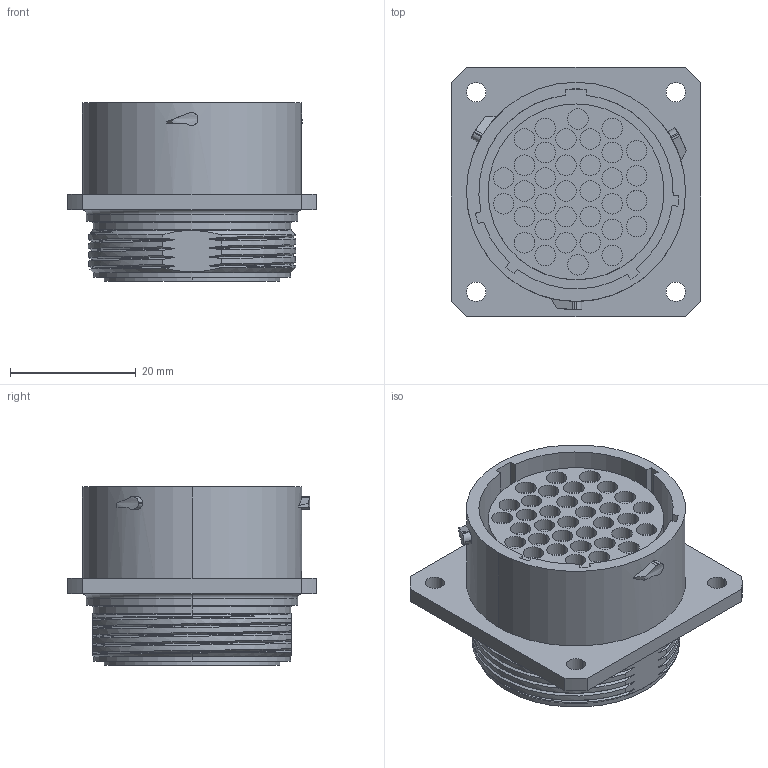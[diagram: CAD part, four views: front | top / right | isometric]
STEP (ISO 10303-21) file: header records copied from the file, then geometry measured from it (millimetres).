
FILE_DESCRIPTION((''),'2;1');
FILE_NAME('UT002235S-CATA_SW_ASM','2010-12-03T',('Gsineau'),(''),'PRO/ENGINEER BY PARAMETRIC TECHNOLOGY CORPORATION, 2010140','PRO/ENGINEER BY PARAMETRIC TECHNOLOGY CORPORATION, 2010140','');
FILE_SCHEMA(('CONFIG_CONTROL_DESIGN'));
Length unit declared in the file: inch
Products named in the file (1): UT002235S-CATA_SW_ASM
Bounding box: 39.75 x 39.75 x 28.33 mm (x, y, z)
Volume: 22835.9 mm3; surface area: 9975.5 mm2
Topology: 1 solids, 1 shells, 352 faces, 802 edges, 531 vertices
Faces by surface type: cylinder 198, plane 113, bspline 30, torus 6, cone 5
Entity records: 12617 total; most frequent: CARTESIAN_POINT 4558, DIRECTION 1698, ORIENTED_EDGE 1604, EDGE_CURVE 802, AXIS2_PLACEMENT_3D 708, VERTEX_POINT 531, EDGE_LOOP 439, CIRCLE 385
